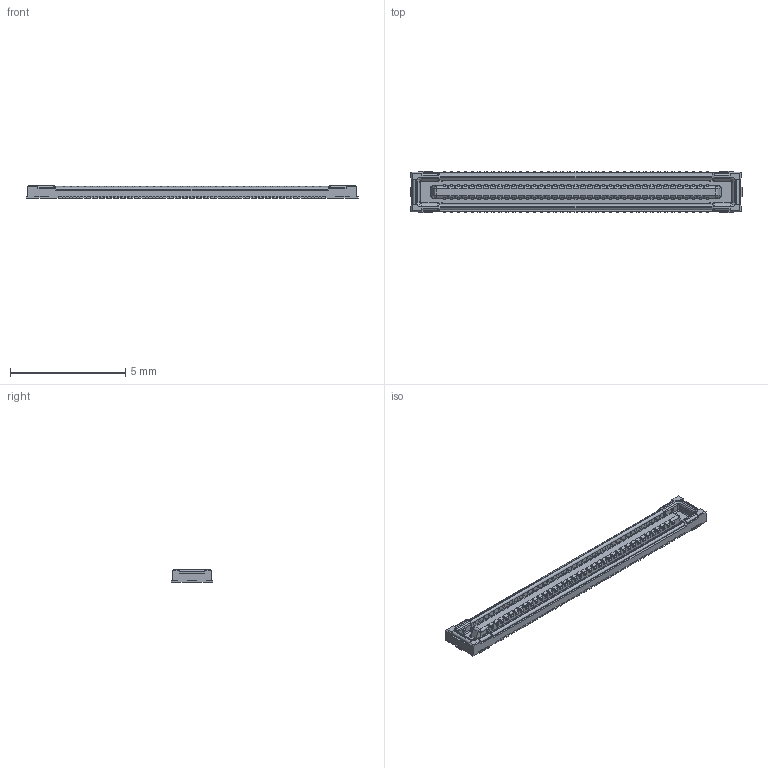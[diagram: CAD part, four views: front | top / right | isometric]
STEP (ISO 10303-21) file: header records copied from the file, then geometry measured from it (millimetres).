
FILE_DESCRIPTION((''),'2;1');
FILE_NAME('HOUSING-R_188_1','2024-04-30T14:04:39',('eng801'),(''),'CREO PARAMETRIC BY PTC INC, 2019010','CREO PARAMETRIC BY PTC INC, 2019010','');
FILE_SCHEMA(('CONFIG_CONTROL_DESIGN'));
Products named in the file (1): HOUSING-R_188_1
Bounding box: 14.41 x 1.8 x 0.55 mm (x, y, z)
Volume: 8.3 mm3; surface area: 90.9 mm2
Topology: 1 solids, 7 shells, 3121 faces, 9046 edges, 5942 vertices
Faces by surface type: plane 1911, cylinder 783, torus 187, cone 184, bspline 52, sphere 4
Entity records: 108888 total; most frequent: CARTESIAN_POINT 26445, ORIENTED_EDGE 17412, DIRECTION 16681, EDGE_CURVE 8706, VECTOR 6149, LINE 6149, VERTEX_POINT 5606, AXIS2_PLACEMENT_3D 5266
